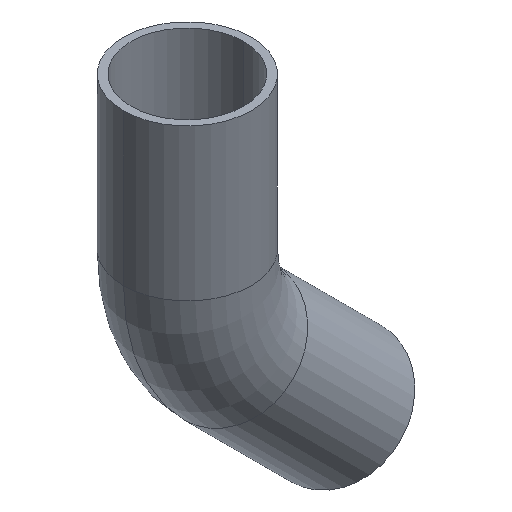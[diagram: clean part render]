
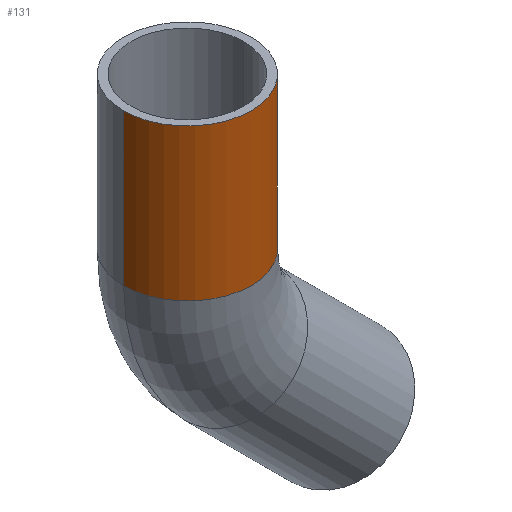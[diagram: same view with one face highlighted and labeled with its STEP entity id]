
A CAD part, isometric view. The second image highlights one B-rep face of the part: STEP entity #131.
In plain terms, the highlighted cylindrical face has radius 16.85 mm (diameter 33.7 mm), a partial arc.
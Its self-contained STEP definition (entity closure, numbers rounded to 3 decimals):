
#11 = VERTEX_POINT ( 'NONE', #175 ) ;
#20 = CARTESIAN_POINT ( 'NONE',  ( -21.15, 0., 0. ) ) ;
#25 = AXIS2_PLACEMENT_3D ( 'NONE', #400, #162, #298 ) ;
#35 = CARTESIAN_POINT ( 'NONE',  ( -38., 0., 0. ) ) ;
#50 = CARTESIAN_POINT ( 'NONE',  ( -54.85, 0., 0. ) ) ;
#54 = CARTESIAN_POINT ( 'NONE',  ( -21.15, 0., 0. ) ) ;
#76 = VECTOR ( 'NONE', #78, 1000. ) ;
#78 = DIRECTION ( 'NONE',  ( 0., 0., 1. ) ) ;
#83 = VECTOR ( 'NONE', #93, 1000. ) ;
#93 = DIRECTION ( 'NONE',  ( 0., 0., 1. ) ) ;
#131 = ADVANCED_FACE ( 'NONE', ( #382 ), #289, .T. ) ;
#144 = DIRECTION ( 'NONE',  ( 1., 0., 0. ) ) ;
#162 = DIRECTION ( 'NONE',  ( 0., 0., 1. ) ) ;
#174 = EDGE_CURVE ( 'NONE', #11, #397, #365, .T. ) ;
#175 = CARTESIAN_POINT ( 'NONE',  ( -54.85, 0., 0. ) ) ;
#195 = DIRECTION ( 'NONE',  ( 0., 0., 1. ) ) ;
#208 = EDGE_CURVE ( 'NONE', #397, #409, #398, .T. ) ;
#216 = AXIS2_PLACEMENT_3D ( 'NONE', #35, #427, #144 ) ;
#231 = CARTESIAN_POINT ( 'NONE',  ( -21.15, 0., 40. ) ) ;
#253 = EDGE_LOOP ( 'NONE', ( #448, #261, #326, #360 ) ) ;
#254 = AXIS2_PLACEMENT_3D ( 'NONE', #402, #195, #363 ) ;
#261 = ORIENTED_EDGE ( 'NONE', *, *, #330, .T. ) ;
#270 = CARTESIAN_POINT ( 'NONE',  ( -54.85, 0., 40. ) ) ;
#278 = VERTEX_POINT ( 'NONE', #54 ) ;
#289 = CYLINDRICAL_SURFACE ( 'NONE', #216, 16.85 ) ;
#298 = DIRECTION ( 'NONE',  ( 1., 0., 0. ) ) ;
#326 = ORIENTED_EDGE ( 'NONE', *, *, #349, .T. ) ;
#330 = EDGE_CURVE ( 'NONE', #11, #278, #420, .T. ) ;
#342 = LINE ( 'NONE', #20, #83 ) ;
#349 = EDGE_CURVE ( 'NONE', #278, #409, #342, .T. ) ;
#360 = ORIENTED_EDGE ( 'NONE', *, *, #208, .F. ) ;
#363 = DIRECTION ( 'NONE',  ( 1., 0., 0. ) ) ;
#365 = LINE ( 'NONE', #50, #76 ) ;
#382 = FACE_OUTER_BOUND ( 'NONE', #253, .T. ) ;
#397 = VERTEX_POINT ( 'NONE', #270 ) ;
#398 = CIRCLE ( 'NONE', #254, 16.85 ) ;
#400 = CARTESIAN_POINT ( 'NONE',  ( -38., 0., 0. ) ) ;
#402 = CARTESIAN_POINT ( 'NONE',  ( -38., 0., 40. ) ) ;
#409 = VERTEX_POINT ( 'NONE', #231 ) ;
#420 = CIRCLE ( 'NONE', #25, 16.85 ) ;
#427 = DIRECTION ( 'NONE',  ( 0., 0., 1. ) ) ;
#448 = ORIENTED_EDGE ( 'NONE', *, *, #174, .F. ) ;
